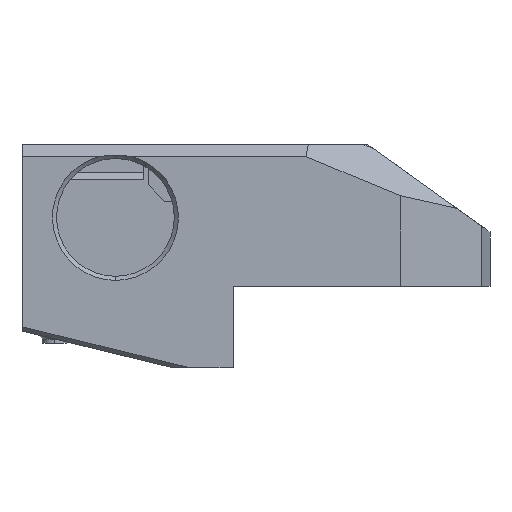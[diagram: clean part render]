
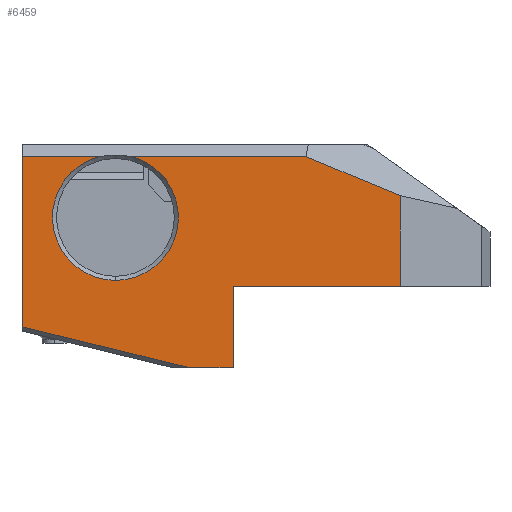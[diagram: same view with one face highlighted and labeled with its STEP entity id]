
A CAD part, left-side view. The second image highlights one B-rep face of the part: STEP entity #6459.
In plain terms, the highlighted planar face has unit normal (-1, 0, 0).
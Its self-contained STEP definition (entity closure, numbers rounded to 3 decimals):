
#22 = CARTESIAN_POINT ( 'NONE',  ( -20., -35., -1. ) ) ;
#560 = DIRECTION ( 'NONE',  ( 0., -0.972, -0.236 ) ) ;
#568 = VERTEX_POINT ( 'NONE', #2868 ) ;
#587 = VERTEX_POINT ( 'NONE', #4667 ) ;
#804 = EDGE_CURVE ( 'NONE', #2952, #2708, #4313, .T. ) ;
#871 = DIRECTION ( 'NONE',  ( 1., 0., 0. ) ) ;
#885 = ORIENTED_EDGE ( 'NONE', *, *, #2915, .T. ) ;
#886 = LINE ( 'NONE', #3023, #1077 ) ;
#1067 = VECTOR ( 'NONE', #560, 1000. ) ;
#1075 = VERTEX_POINT ( 'NONE', #1758 ) ;
#1077 = VECTOR ( 'NONE', #5636, 1000. ) ;
#1122 = CARTESIAN_POINT ( 'NONE',  ( -20., -18.527, -65.721 ) ) ;
#1127 = ORIENTED_EDGE ( 'NONE', *, *, #1149, .F. ) ;
#1149 = EDGE_CURVE ( 'NONE', #1075, #5802, #5869, .T. ) ;
#1213 = VECTOR ( 'NONE', #2159, 1000. ) ;
#1361 = EDGE_CURVE ( 'NONE', #2588, #6057, #6105, .T. ) ;
#1523 = DIRECTION ( 'NONE',  ( 1., 0., 0. ) ) ;
#1534 = DIRECTION ( 'NONE',  ( 0., -1., 0. ) ) ;
#1629 = DIRECTION ( 'NONE',  ( 0., 0., -1. ) ) ;
#1655 = VERTEX_POINT ( 'NONE', #4958 ) ;
#1758 = CARTESIAN_POINT ( 'NONE',  ( -20., 75., -42.971 ) ) ;
#1762 = ORIENTED_EDGE ( 'NONE', *, *, #6099, .T. ) ;
#1774 = ORIENTED_EDGE ( 'NONE', *, *, #5284, .T. ) ;
#1913 = EDGE_CURVE ( 'NONE', #1655, #5106, #5342, .T. ) ;
#1973 = CARTESIAN_POINT ( 'NONE',  ( -20., -18.112, -10.659 ) ) ;
#1989 = VERTEX_POINT ( 'NONE', #2126 ) ;
#1993 = VECTOR ( 'NONE', #3291, 1000. ) ;
#2126 = CARTESIAN_POINT ( 'NONE',  ( -20., 5.12, -1. ) ) ;
#2159 = DIRECTION ( 'NONE',  ( 0., 1., 0. ) ) ;
#2333 = VECTOR ( 'NONE', #4321, 1000. ) ;
#2574 = DIRECTION ( 'NONE',  ( 0., 0.923, 0.384 ) ) ;
#2588 = VERTEX_POINT ( 'NONE', #4722 ) ;
#2689 = CARTESIAN_POINT ( 'NONE',  ( -20., -18.112, -33. ) ) ;
#2708 = VERTEX_POINT ( 'NONE', #2732 ) ;
#2716 = ORIENTED_EDGE ( 'NONE', *, *, #804, .F. ) ;
#2721 = LINE ( 'NONE', #3175, #2333 ) ;
#2732 = CARTESIAN_POINT ( 'NONE',  ( -20., 23., -53. ) ) ;
#2744 = DIRECTION ( 'NONE',  ( 0., 0., -1. ) ) ;
#2751 = EDGE_CURVE ( 'NONE', #1075, #568, #4889, .T. ) ;
#2755 = CARTESIAN_POINT ( 'NONE',  ( -20., 55.905, -1. ) ) ;
#2847 = ORIENTED_EDGE ( 'NONE', *, *, #3867, .F. ) ;
#2868 = CARTESIAN_POINT ( 'NONE',  ( -20., 33.769, -53. ) ) ;
#2915 = EDGE_CURVE ( 'NONE', #568, #2708, #6831, .T. ) ;
#2952 = VERTEX_POINT ( 'NONE', #6068 ) ;
#3012 = DIRECTION ( 'NONE',  ( 0., 0., -1. ) ) ;
#3023 = CARTESIAN_POINT ( 'NONE',  ( -20., 28.95, -33. ) ) ;
#3132 = CARTESIAN_POINT ( 'NONE',  ( -20., -35., 2. ) ) ;
#3168 = ORIENTED_EDGE ( 'NONE', *, *, #1361, .T. ) ;
#3175 = CARTESIAN_POINT ( 'NONE',  ( -20., -35., -1. ) ) ;
#3225 = CARTESIAN_POINT ( 'NONE',  ( -20., 75., 0. ) ) ;
#3231 = LINE ( 'NONE', #4699, #5483 ) ;
#3271 = CIRCLE ( 'NONE', #5166, 15.5 ) ;
#3291 = DIRECTION ( 'NONE',  ( 0., 0., 1. ) ) ;
#3789 = PLANE ( 'NONE',  #4000 ) ;
#3867 = EDGE_CURVE ( 'NONE', #1655, #2952, #886, .T. ) ;
#4000 = AXIS2_PLACEMENT_3D ( 'NONE', #3132, #1523, #2744 ) ;
#4091 = CARTESIAN_POINT ( 'NONE',  ( -20., 52., -16. ) ) ;
#4109 = ORIENTED_EDGE ( 'NONE', *, *, #4986, .T. ) ;
#4189 = CARTESIAN_POINT ( 'NONE',  ( -20., 75., -53. ) ) ;
#4212 = FACE_OUTER_BOUND ( 'NONE', #5984, .T. ) ;
#4313 = LINE ( 'NONE', #6399, #6026 ) ;
#4321 = DIRECTION ( 'NONE',  ( 0., 1., 0. ) ) ;
#4391 = DIRECTION ( 'NONE',  ( 0., 0., -1. ) ) ;
#4451 = ORIENTED_EDGE ( 'NONE', *, *, #6167, .T. ) ;
#4667 = CARTESIAN_POINT ( 'NONE',  ( -20., 48.095, -1. ) ) ;
#4699 = CARTESIAN_POINT ( 'NONE',  ( -20., -5.985, -5.617 ) ) ;
#4722 = CARTESIAN_POINT ( 'NONE',  ( -20., 52., -31.5 ) ) ;
#4811 = LINE ( 'NONE', #22, #1213 ) ;
#4889 = LINE ( 'NONE', #1122, #1067 ) ;
#4896 = CARTESIAN_POINT ( 'NONE',  ( -20., 75., -1. ) ) ;
#4958 = CARTESIAN_POINT ( 'NONE',  ( -20., -18.112, -33. ) ) ;
#4986 = EDGE_CURVE ( 'NONE', #587, #2588, #3271, .T. ) ;
#5106 = VERTEX_POINT ( 'NONE', #1973 ) ;
#5166 = AXIS2_PLACEMENT_3D ( 'NONE', #5502, #6576, #4391 ) ;
#5284 = EDGE_CURVE ( 'NONE', #5106, #1989, #3231, .T. ) ;
#5342 = LINE ( 'NONE', #2689, #5671 ) ;
#5483 = VECTOR ( 'NONE', #2574, 1000. ) ;
#5502 = CARTESIAN_POINT ( 'NONE',  ( -20., 52., -16. ) ) ;
#5527 = ORIENTED_EDGE ( 'NONE', *, *, #2751, .T. ) ;
#5636 = DIRECTION ( 'NONE',  ( 0., 1., 0. ) ) ;
#5671 = VECTOR ( 'NONE', #5853, 1000. ) ;
#5776 = AXIS2_PLACEMENT_3D ( 'NONE', #4091, #871, #3012 ) ;
#5802 = VERTEX_POINT ( 'NONE', #4896 ) ;
#5853 = DIRECTION ( 'NONE',  ( 0., 0., 1. ) ) ;
#5869 = LINE ( 'NONE', #3225, #1993 ) ;
#5984 = EDGE_LOOP ( 'NONE', ( #6457, #1774, #1762, #4109, #3168, #4451, #1127, #5527, #885, #2716, #2847 ) ) ;
#6026 = VECTOR ( 'NONE', #1629, 1000. ) ;
#6057 = VERTEX_POINT ( 'NONE', #2755 ) ;
#6068 = CARTESIAN_POINT ( 'NONE',  ( -20., 23., -33. ) ) ;
#6076 = VECTOR ( 'NONE', #1534, 1000. ) ;
#6099 = EDGE_CURVE ( 'NONE', #1989, #587, #2721, .T. ) ;
#6105 = CIRCLE ( 'NONE', #5776, 15.5 ) ;
#6167 = EDGE_CURVE ( 'NONE', #6057, #5802, #4811, .T. ) ;
#6399 = CARTESIAN_POINT ( 'NONE',  ( -20., 23., -35. ) ) ;
#6457 = ORIENTED_EDGE ( 'NONE', *, *, #1913, .T. ) ;
#6459 = ADVANCED_FACE ( 'NONE', ( #4212 ), #3789, .F. ) ;
#6576 = DIRECTION ( 'NONE',  ( 1., 0., 0. ) ) ;
#6831 = LINE ( 'NONE', #4189, #6076 ) ;
